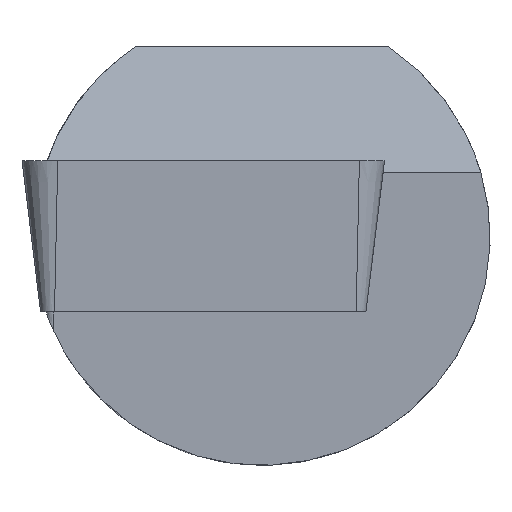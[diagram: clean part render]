
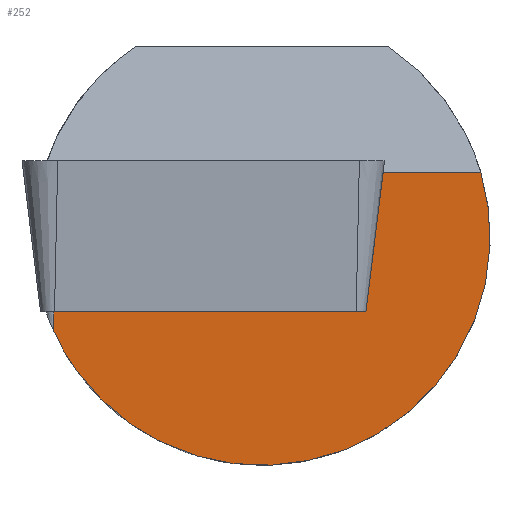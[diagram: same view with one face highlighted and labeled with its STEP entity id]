
A CAD part, left-side view. The second image highlights one B-rep face of the part: STEP entity #252.
In plain terms, the highlighted planar face has unit normal (-0.978, -0.172, -0.122).
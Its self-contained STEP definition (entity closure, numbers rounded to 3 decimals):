
#26=ELLIPSE('',#621,6.138,6.);
#229=PLANE('',#630);
#252=ADVANCED_FACE('',(#281),#229,.F.);
#281=FACE_OUTER_BOUND('',#304,.T.);
#304=EDGE_LOOP('',(#469,#470,#471,#472,#473));
#324=LINE('',#811,#359);
#333=LINE('',#894,#368);
#338=LINE('',#908,#373);
#339=LINE('',#910,#374);
#359=VECTOR('',#690,1.);
#368=VECTOR('',#723,1.);
#373=VECTOR('',#736,1.);
#374=VECTOR('',#737,1.);
#469=ORIENTED_EDGE('',*,*,#578,.F.);
#470=ORIENTED_EDGE('',*,*,#553,.F.);
#471=ORIENTED_EDGE('',*,*,#564,.F.);
#472=ORIENTED_EDGE('',*,*,#572,.F.);
#473=ORIENTED_EDGE('',*,*,#579,.T.);
#507=VERTEX_POINT('',#802);
#508=VERTEX_POINT('',#810);
#517=VERTEX_POINT('',#847);
#522=VERTEX_POINT('',#892);
#525=VERTEX_POINT('',#909);
#553=EDGE_CURVE('',#508,#507,#324,.T.);
#564=EDGE_CURVE('',#517,#508,#26,.T.);
#572=EDGE_CURVE('',#522,#517,#333,.T.);
#578=EDGE_CURVE('',#507,#525,#338,.T.);
#579=EDGE_CURVE('',#522,#525,#339,.T.);
#621=AXIS2_PLACEMENT_3D('',#848,#709,#710);
#630=AXIS2_PLACEMENT_3D('',#911,#738,#739);
#690=DIRECTION('',(-0.12,-0.021,0.993));
#709=DIRECTION('',(0.977,0.172,0.122));
#710=DIRECTION('',(-0.211,0.798,0.564));
#723=DIRECTION('',(0.174,-0.985,0.));
#736=DIRECTION('',(0.174,-0.985,0.));
#737=DIRECTION('',(0.102,0.121,-0.987));
#738=DIRECTION('',(0.977,0.172,0.122));
#739=DIRECTION('',(0.174,-0.985,0.));
#802=CARTESIAN_POINT('',(0.594,5.463,-1.97));
#810=CARTESIAN_POINT('',(0.653,5.473,-2.458));
#811=CARTESIAN_POINT('',(0.594,5.463,-1.97));
#847=CARTESIAN_POINT('',(2.114,-5.754,1.7));
#848=CARTESIAN_POINT('',(1.312,0.,0.));
#892=CARTESIAN_POINT('',(1.662,-3.188,1.7));
#894=CARTESIAN_POINT('',(15.515,-81.75,1.7));
#908=CARTESIAN_POINT('',(3.797,-12.7,-1.97));
#909=CARTESIAN_POINT('',(2.04,-2.738,-1.97));
#910=CARTESIAN_POINT('',(1.935,-2.862,-0.954));
#911=CARTESIAN_POINT('',(3.797,-12.7,-1.97));
